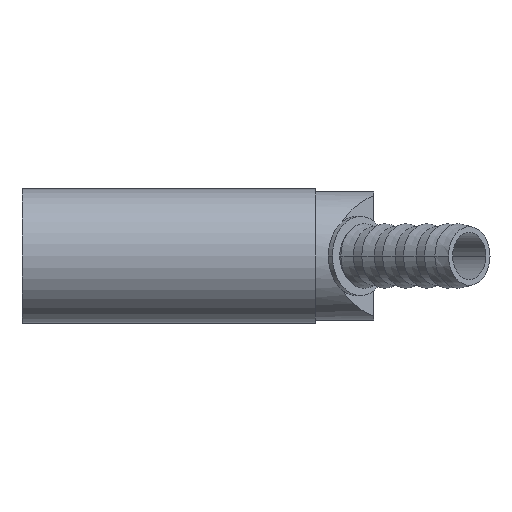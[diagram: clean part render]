
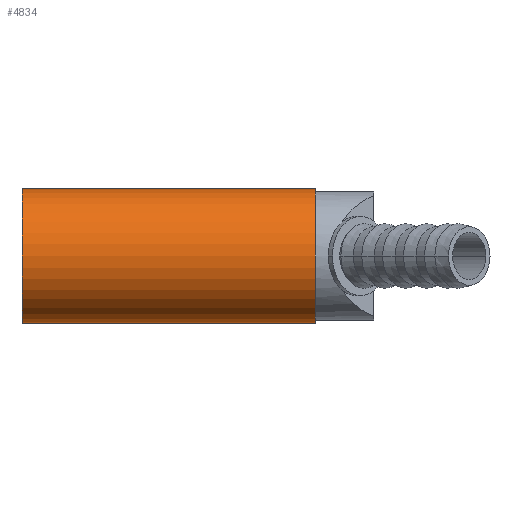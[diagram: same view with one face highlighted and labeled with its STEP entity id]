
A CAD part, front view. The second image highlights one B-rep face of the part: STEP entity #4834.
In plain terms, the highlighted cylindrical face has radius 11.5 mm (diameter 23 mm), a partial arc.
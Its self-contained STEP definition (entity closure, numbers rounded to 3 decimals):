
#10 = AXIS2_PLACEMENT_3D ( 'NONE', #4833, #7530, #2180 ) ;
#429 = DIRECTION ( 'NONE',  ( 0., 0., 1. ) ) ;
#493 = CARTESIAN_POINT ( 'NONE',  ( 50., 0., 11.5 ) ) ;
#760 = VERTEX_POINT ( 'NONE', #1149 ) ;
#1149 = CARTESIAN_POINT ( 'NONE',  ( 0., 0., 11.5 ) ) ;
#1590 = ORIENTED_EDGE ( 'NONE', *, *, #1632, .T. ) ;
#1601 = EDGE_CURVE ( 'NONE', #6905, #760, #3248, .T. ) ;
#1617 = DIRECTION ( 'NONE',  ( -1., 0., 0. ) ) ;
#1632 = EDGE_CURVE ( 'NONE', #6529, #760, #3583, .T. ) ;
#1802 = FACE_OUTER_BOUND ( 'NONE', #7554, .T. ) ;
#1848 = ORIENTED_EDGE ( 'NONE', *, *, #7270, .F. ) ;
#1874 = AXIS2_PLACEMENT_3D ( 'NONE', #3072, #2367, #429 ) ;
#2180 = DIRECTION ( 'NONE',  ( 0., 0., 1. ) ) ;
#2367 = DIRECTION ( 'NONE',  ( -1., 0., 0. ) ) ;
#3072 = CARTESIAN_POINT ( 'NONE',  ( 0., 0., 0. ) ) ;
#3248 = CIRCLE ( 'NONE', #10, 11.5 ) ;
#3529 = CARTESIAN_POINT ( 'NONE',  ( 0., 0., -11.5 ) ) ;
#3583 = LINE ( 'NONE', #4878, #3814 ) ;
#3764 = ORIENTED_EDGE ( 'NONE', *, *, #4514, .T. ) ;
#3814 = VECTOR ( 'NONE', #7572, 1000. ) ;
#4263 = DIRECTION ( 'NONE',  ( 0., 0., 1. ) ) ;
#4267 = VECTOR ( 'NONE', #6902, 1000. ) ;
#4514 = EDGE_CURVE ( 'NONE', #5928, #6529, #5265, .T. ) ;
#4833 = CARTESIAN_POINT ( 'NONE',  ( 0., 0., 0. ) ) ;
#4834 = ADVANCED_FACE ( 'NONE', ( #1802 ), #5732, .T. ) ;
#4878 = CARTESIAN_POINT ( 'NONE',  ( 0., 0., 11.5 ) ) ;
#4893 = CARTESIAN_POINT ( 'NONE',  ( 50., 0., 0. ) ) ;
#5265 = CIRCLE ( 'NONE', #8216, 11.5 ) ;
#5732 = CYLINDRICAL_SURFACE ( 'NONE', #1874, 11.5 ) ;
#5928 = VERTEX_POINT ( 'NONE', #8171 ) ;
#6529 = VERTEX_POINT ( 'NONE', #493 ) ;
#6902 = DIRECTION ( 'NONE',  ( -1., 0., 0. ) ) ;
#6905 = VERTEX_POINT ( 'NONE', #7452 ) ;
#7270 = EDGE_CURVE ( 'NONE', #5928, #6905, #7561, .T. ) ;
#7452 = CARTESIAN_POINT ( 'NONE',  ( 0., 0., -11.5 ) ) ;
#7530 = DIRECTION ( 'NONE',  ( -1., 0., 0. ) ) ;
#7554 = EDGE_LOOP ( 'NONE', ( #1848, #3764, #1590, #7712 ) ) ;
#7561 = LINE ( 'NONE', #3529, #4267 ) ;
#7572 = DIRECTION ( 'NONE',  ( -1., 0., 0. ) ) ;
#7712 = ORIENTED_EDGE ( 'NONE', *, *, #1601, .F. ) ;
#8171 = CARTESIAN_POINT ( 'NONE',  ( 50., 0., -11.5 ) ) ;
#8216 = AXIS2_PLACEMENT_3D ( 'NONE', #4893, #1617, #4263 ) ;
